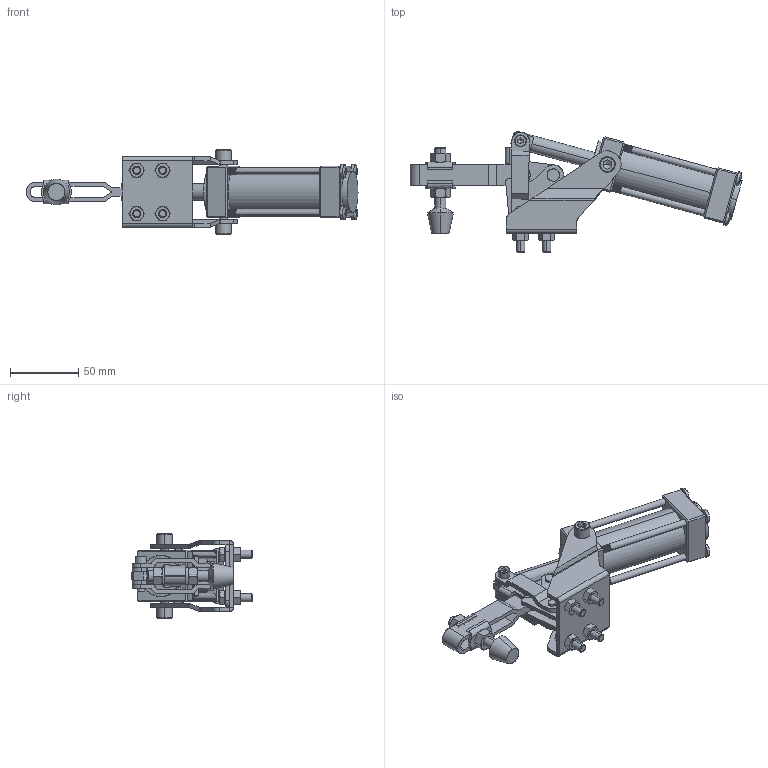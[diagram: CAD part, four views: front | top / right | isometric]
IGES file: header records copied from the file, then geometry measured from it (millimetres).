
Start section: SolidWorks IGES file using analytic representation for surfaces
Global section: file name: GH-12130-A.IGS; native system: SolidWorks 2016; preprocessor: SolidWorks 2016; author: user; date: 230629.095943; units: millimetre
Bounding box: 243.22 x 88.79 x 62 mm (x, y, z)
Surface area: 86043.4 mm2 (no closed solid volume)
Topology: 0 solids, 0 shells, 1043 faces, 12267 edges, 12259 vertices
Faces by surface type: revolution 585, bspline 458
